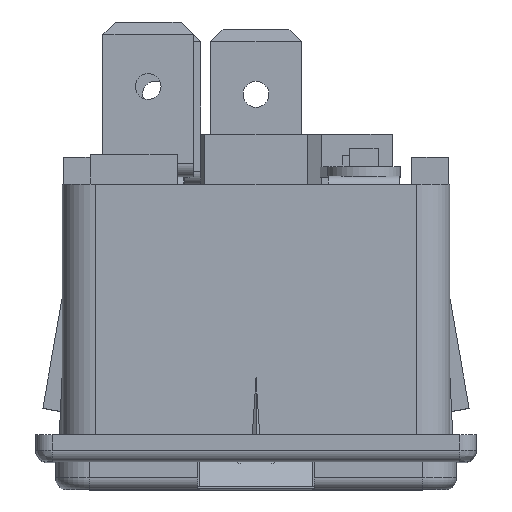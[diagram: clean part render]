
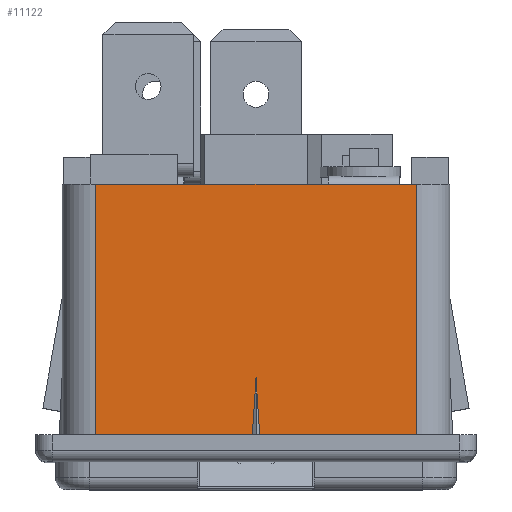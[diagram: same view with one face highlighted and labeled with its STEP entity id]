
A CAD part, top view. The second image highlights one B-rep face of the part: STEP entity #11122.
In plain terms, the highlighted planar face has unit normal (0, 0, 1).
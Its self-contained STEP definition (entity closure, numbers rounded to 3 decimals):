
#205 = DIRECTION ( 'NONE',  ( 0., 0., 1. ) ) ;
#959 = CARTESIAN_POINT ( 'NONE',  ( 0.255, 3.81, 15.43 ) ) ;
#1223 = VECTOR ( 'NONE', #11883, 1000. ) ;
#1398 = EDGE_CURVE ( 'NONE', #20973, #12641, #2306, .T. ) ;
#1888 = ORIENTED_EDGE ( 'NONE', *, *, #32662, .T. ) ;
#1940 = DIRECTION ( 'NONE',  ( -1., 0., 0. ) ) ;
#2052 = VERTEX_POINT ( 'NONE', #19791 ) ;
#2104 = CARTESIAN_POINT ( 'NONE',  ( -11.165, 21.28, 15.43 ) ) ;
#2306 = LINE ( 'NONE', #2104, #17449 ) ;
#2370 = VERTEX_POINT ( 'NONE', #7233 ) ;
#3380 = CARTESIAN_POINT ( 'NONE',  ( -11.165, 3.81, 15.43 ) ) ;
#3586 = CARTESIAN_POINT ( 'NONE',  ( 0., 7.77, 15.43 ) ) ;
#4509 = ORIENTED_EDGE ( 'NONE', *, *, #32130, .F. ) ;
#4742 = B_SPLINE_CURVE_WITH_KNOTS ( 'NONE', 3,
 ( #3586, #12786, #21418, #21594, #27177, #24492 ),
 .UNSPECIFIED., .F., .F.,
 ( 4, 1, 1, 4 ),
 ( 0., 0.333, 0.667, 1. ),
 .UNSPECIFIED. ) ;
#5317 = CARTESIAN_POINT ( 'NONE',  ( 11.165, 3.81, 15.43 ) ) ;
#5366 = CARTESIAN_POINT ( 'NONE',  ( 11.165, 21.28, 15.43 ) ) ;
#6525 = PLANE ( 'NONE',  #15649 ) ;
#6622 = CARTESIAN_POINT ( 'NONE',  ( -0.255, 3.81, 15.43 ) ) ;
#6804 = LINE ( 'NONE', #30919, #36650 ) ;
#7233 = CARTESIAN_POINT ( 'NONE',  ( 0., 7.77, 15.43 ) ) ;
#8768 = B_SPLINE_CURVE_WITH_KNOTS ( 'NONE', 3,
 ( #959, #27455, #32813, #15552, #18048, #24001 ),
 .UNSPECIFIED., .F., .F.,
 ( 4, 1, 1, 4 ),
 ( 0., 0.333, 0.667, 1. ),
 .UNSPECIFIED. ) ;
#9964 = LINE ( 'NONE', #18994, #22368 ) ;
#11122 = ADVANCED_FACE ( 'NONE', ( #17862 ), #6525, .T. ) ;
#11245 = EDGE_CURVE ( 'NONE', #12641, #26401, #9964, .T. ) ;
#11845 = ORIENTED_EDGE ( 'NONE', *, *, #1398, .F. ) ;
#11883 = DIRECTION ( 'NONE',  ( 0., -1., 0. ) ) ;
#11905 = DIRECTION ( 'NONE',  ( 1., 0., 0. ) ) ;
#12307 = CARTESIAN_POINT ( 'NONE',  ( -11.165, 21.28, 15.43 ) ) ;
#12376 = DIRECTION ( 'NONE',  ( -1., 0., 0. ) ) ;
#12641 = VERTEX_POINT ( 'NONE', #5366 ) ;
#12786 = CARTESIAN_POINT ( 'NONE',  ( -0.034, 7.349, 15.43 ) ) ;
#13771 = CARTESIAN_POINT ( 'NONE',  ( 0.255, 3.81, 15.43 ) ) ;
#13798 = ORIENTED_EDGE ( 'NONE', *, *, #23591, .F. ) ;
#15552 = CARTESIAN_POINT ( 'NONE',  ( 0.097, 6.495, 15.43 ) ) ;
#15649 = AXIS2_PLACEMENT_3D ( 'NONE', #37818, #205, #11905 ) ;
#17449 = VECTOR ( 'NONE', #22649, 1000. ) ;
#17760 = ORIENTED_EDGE ( 'NONE', *, *, #33211, .F. ) ;
#17862 = FACE_OUTER_BOUND ( 'NONE', #20638, .T. ) ;
#17902 = EDGE_CURVE ( 'NONE', #26401, #35731, #6804, .T. ) ;
#18048 = CARTESIAN_POINT ( 'NONE',  ( 0.034, 7.349, 15.43 ) ) ;
#18994 = CARTESIAN_POINT ( 'NONE',  ( 11.165, 21.28, 15.43 ) ) ;
#19791 = CARTESIAN_POINT ( 'NONE',  ( -0.255, 3.81, 15.43 ) ) ;
#20638 = EDGE_LOOP ( 'NONE', ( #13798, #34788, #36950, #11845, #1888, #4509, #17760 ) ) ;
#20973 = VERTEX_POINT ( 'NONE', #12307 ) ;
#21418 = CARTESIAN_POINT ( 'NONE',  ( -0.097, 6.495, 15.43 ) ) ;
#21594 = CARTESIAN_POINT ( 'NONE',  ( -0.181, 5.175, 15.43 ) ) ;
#22054 = DIRECTION ( 'NONE',  ( 0., -1., 0. ) ) ;
#22368 = VECTOR ( 'NONE', #22054, 1000. ) ;
#22649 = DIRECTION ( 'NONE',  ( 1., 0., 0. ) ) ;
#23591 = EDGE_CURVE ( 'NONE', #35731, #2370, #8768, .T. ) ;
#24001 = CARTESIAN_POINT ( 'NONE',  ( 0., 7.77, 15.43 ) ) ;
#24492 = CARTESIAN_POINT ( 'NONE',  ( -0.255, 3.81, 15.43 ) ) ;
#26101 = CARTESIAN_POINT ( 'NONE',  ( -11.165, 21.28, 15.43 ) ) ;
#26401 = VERTEX_POINT ( 'NONE', #5317 ) ;
#26439 = VERTEX_POINT ( 'NONE', #3380 ) ;
#26976 = LINE ( 'NONE', #6622, #30392 ) ;
#27177 = CARTESIAN_POINT ( 'NONE',  ( -0.231, 4.269, 15.43 ) ) ;
#27455 = CARTESIAN_POINT ( 'NONE',  ( 0.231, 4.269, 15.43 ) ) ;
#30392 = VECTOR ( 'NONE', #12376, 1000. ) ;
#30919 = CARTESIAN_POINT ( 'NONE',  ( 11.165, 3.81, 15.43 ) ) ;
#32130 = EDGE_CURVE ( 'NONE', #2052, #26439, #26976, .T. ) ;
#32662 = EDGE_CURVE ( 'NONE', #20973, #26439, #35482, .T. ) ;
#32813 = CARTESIAN_POINT ( 'NONE',  ( 0.181, 5.175, 15.43 ) ) ;
#33211 = EDGE_CURVE ( 'NONE', #2370, #2052, #4742, .T. ) ;
#34788 = ORIENTED_EDGE ( 'NONE', *, *, #17902, .F. ) ;
#35482 = LINE ( 'NONE', #26101, #1223 ) ;
#35731 = VERTEX_POINT ( 'NONE', #13771 ) ;
#36650 = VECTOR ( 'NONE', #1940, 1000. ) ;
#36950 = ORIENTED_EDGE ( 'NONE', *, *, #11245, .F. ) ;
#37818 = CARTESIAN_POINT ( 'NONE',  ( 13.525, 16.99, 15.43 ) ) ;
